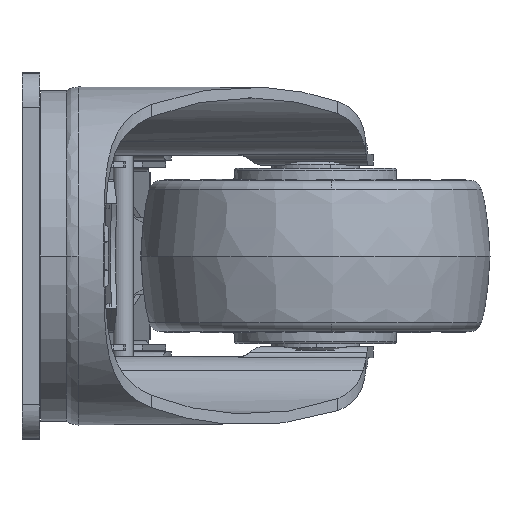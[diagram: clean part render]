
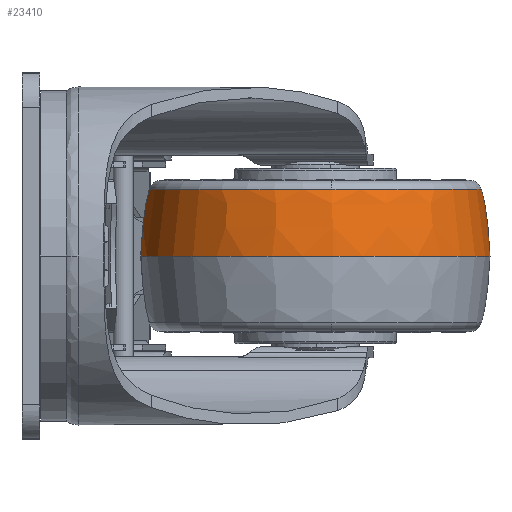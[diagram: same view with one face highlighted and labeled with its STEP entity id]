
A CAD part, left-side view. The second image highlights one B-rep face of the part: STEP entity #23410.
In plain terms, the highlighted free-form (B-spline) face has degree [3, 3] with [4, 4] control points.
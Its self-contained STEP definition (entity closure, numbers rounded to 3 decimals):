
#1171 = CARTESIAN_POINT ( 'NONE',  ( 42., -67., 15.292 ) ) ;
#1786 = CIRCLE ( 'NONE', #28729, 38.057 ) ;
#3574 = CARTESIAN_POINT ( 'NONE',  ( -33.349, -114.583, 6.975 ) ) ;
#4323 = CARTESIAN_POINT ( 'NONE',  ( 38.215, -29.131, 15.292 ) ) ;
#4326 = CARTESIAN_POINT ( 'NONE',  ( 45.978, -106.802, 0. ) ) ;
#4988 = DIRECTION ( 'NONE',  ( 0.995, 0.099, 0. ) ) ;
#6285 = CARTESIAN_POINT ( 'NONE',  ( 38.022, -27.198, 0. ) ) ;
#7427 = CARTESIAN_POINT ( 'NONE',  ( 38.022, -27.198, 0. ) ) ;
#7622 = FACE_OUTER_BOUND ( 'NONE', #28914, .T. ) ;
#7960 = EDGE_CURVE ( 'NONE', #41086, #36446, #40345, .T. ) ;
#8314 = VERTEX_POINT ( 'NONE', #4323 ) ;
#9201 =( BOUNDED_CURVE ( )  B_SPLINE_CURVE ( 3, ( #25172, #32344, #29001, #6285 ),
 .UNSPECIFIED., .F., .F. ) 
 B_SPLINE_CURVE_WITH_KNOTS ( ( 4, 4 ),
 ( 0., 1. ),
 .UNSPECIFIED. ) 
 CURVE ( )  GEOMETRIC_REPRESENTATION_ITEM ( )  RATIONAL_B_SPLINE_CURVE ( ( 0.984, 0.808, 0.719, 0.72 ) ) 
 REPRESENTATION_ITEM ( '' )  );
#9535 = ORIENTED_EDGE ( 'NONE', *, *, #11234, .T. ) ;
#9988 = EDGE_CURVE ( 'NONE', #38549, #8314, #18692, .T. ) ;
#11036 = CARTESIAN_POINT ( 'NONE',  ( -37.522, -36.701, 15.292 ) ) ;
#11200 = CARTESIAN_POINT ( 'NONE',  ( -33.626, -114.758, 0. ) ) ;
#11234 = EDGE_CURVE ( 'NONE', #37655, #38549, #1786, .T. ) ;
#12454 = CARTESIAN_POINT ( 'NONE',  ( 4.131, -70.785, 15.292 ) ) ;
#13834 = CARTESIAN_POINT ( 'NONE',  ( 45.785, -104.869, 15.292 ) ) ;
#14861 = CARTESIAN_POINT ( 'NONE',  ( 45.785, -104.869, 15.292 ) ) ;
#16789 = ORIENTED_EDGE ( 'NONE', *, *, #7960, .F. ) ;
#17001 = CARTESIAN_POINT ( 'NONE',  ( 38.022, -27.198, 0. ) ) ;
#17960 = CARTESIAN_POINT ( 'NONE',  ( 42., -67., 15.292 ) ) ;
#18692 = CIRCLE ( 'NONE', #35158, 38.057 ) ;
#18740 = CARTESIAN_POINT ( 'NONE',  ( -39.659, -35.886, 12.426 ) ) ;
#20504 = DIRECTION ( 'NONE',  ( 0., 0., -1. ) ) ;
#21771 = DIRECTION ( 'NONE',  ( 0.995, 0.099, 0. ) ) ;
#21945 = ORIENTED_EDGE ( 'NONE', *, *, #41494, .F. ) ;
#22531 = CARTESIAN_POINT ( 'NONE',  ( 45.886, -105.886, 12.426 ) ) ;
#23410 = ADVANCED_FACE ( 'NONE', ( #7622 ), #43110, .T. ) ;
#25172 = CARTESIAN_POINT ( 'NONE',  ( 38.215, -29.131, 15.292 ) ) ;
#26325 = CARTESIAN_POINT ( 'NONE',  ( -41.276, -35.271, 6.975 ) ) ;
#27064 = CARTESIAN_POINT ( 'NONE',  ( 45.963, -106.656, 6.975 ) ) ;
#27720 = DIRECTION ( 'NONE',  ( 0., 0., -1. ) ) ;
#28264 = CARTESIAN_POINT ( 'NONE',  ( 45.978, -106.802, 0. ) ) ;
#28729 = AXIS2_PLACEMENT_3D ( 'NONE', #17960, #44422, #21771 ) ;
#28914 = EDGE_LOOP ( 'NONE', ( #31259, #39982, #16789, #21945, #9535 ) ) ;
#29001 = CARTESIAN_POINT ( 'NONE',  ( 38.037, -27.344, 6.975 ) ) ;
#30137 = CARTESIAN_POINT ( 'NONE',  ( 45.963, -106.656, 6.975 ) ) ;
#31259 = ORIENTED_EDGE ( 'NONE', *, *, #9988, .T. ) ;
#32344 = CARTESIAN_POINT ( 'NONE',  ( 38.114, -28.114, 12.426 ) ) ;
#33972 = CARTESIAN_POINT ( 'NONE',  ( -41.581, -35.154, 0. ) ) ;
#34564 = EDGE_CURVE ( 'NONE', #8314, #36446, #9201, .T. ) ;
#35158 = AXIS2_PLACEMENT_3D ( 'NONE', #1171, #27720, #4988 ) ;
#36446 = VERTEX_POINT ( 'NONE', #17001 ) ;
#37643 = CARTESIAN_POINT ( 'NONE',  ( -29.952, -112.438, 15.292 ) ) ;
#37655 = VERTEX_POINT ( 'NONE', #13834 ) ;
#37797 = CARTESIAN_POINT ( 'NONE',  ( 45.978, -106.802, 0. ) ) ;
#38549 = VERTEX_POINT ( 'NONE', #12454 ) ;
#39982 = ORIENTED_EDGE ( 'NONE', *, *, #34564, .T. ) ;
#40345 = CIRCLE ( 'NONE', #40488, 40. ) ;
#40488 = AXIS2_PLACEMENT_3D ( 'NONE', #43148, #20504, #46958 ) ;
#41086 = VERTEX_POINT ( 'NONE', #28264 ) ;
#41255 = CARTESIAN_POINT ( 'NONE',  ( 38.215, -29.131, 15.292 ) ) ;
#41407 = CARTESIAN_POINT ( 'NONE',  ( 38.114, -28.114, 12.426 ) ) ;
#41494 = EDGE_CURVE ( 'NONE', #37655, #41086, #47418, .T. ) ;
#42143 = CARTESIAN_POINT ( 'NONE',  ( 45.886, -105.886, 12.426 ) ) ;
#43110 =( BOUNDED_SURFACE ( )  B_SPLINE_SURFACE ( 3, 3, ( 
 ( #41255, #11036, #37643, #14861 ),
 ( #41407, #18740, #45192, #22531 ),
 ( #49005, #26325, #3574, #30137 ),
 ( #7427, #33972, #11200, #37797 ) ),
 .UNSPECIFIED., .F., .F., .F. ) 
 B_SPLINE_SURFACE_WITH_KNOTS ( ( 4, 4 ),
 ( 4, 4 ),
 ( 0., 1. ),
 ( 0., 1. ),
 .UNSPECIFIED. ) 
 GEOMETRIC_REPRESENTATION_ITEM ( )  RATIONAL_B_SPLINE_SURFACE ( (
 ( 0.984, 0.328, 0.328, 0.984),
 ( 0.808, 0.269, 0.269, 0.808),
 ( 0.719, 0.24, 0.24, 0.719),
 ( 0.72, 0.24, 0.24, 0.72) ) ) 
 REPRESENTATION_ITEM ( '' )  SURFACE ( )  );
#43148 = CARTESIAN_POINT ( 'NONE',  ( 42., -67., 0. ) ) ;
#44422 = DIRECTION ( 'NONE',  ( 0., 0., -1. ) ) ;
#45192 = CARTESIAN_POINT ( 'NONE',  ( -31.887, -113.659, 12.426 ) ) ;
#45920 = CARTESIAN_POINT ( 'NONE',  ( 45.785, -104.869, 15.292 ) ) ;
#46958 = DIRECTION ( 'NONE',  ( 0.995, 0.099, 0. ) ) ;
#47418 =( BOUNDED_CURVE ( )  B_SPLINE_CURVE ( 3, ( #45920, #42143, #27064, #4326 ),
 .UNSPECIFIED., .F., .F. ) 
 B_SPLINE_CURVE_WITH_KNOTS ( ( 4, 4 ),
 ( 0., 1. ),
 .UNSPECIFIED. ) 
 CURVE ( )  GEOMETRIC_REPRESENTATION_ITEM ( )  RATIONAL_B_SPLINE_CURVE ( ( 0.984, 0.808, 0.719, 0.72 ) ) 
 REPRESENTATION_ITEM ( '' )  );
#49005 = CARTESIAN_POINT ( 'NONE',  ( 38.037, -27.344, 6.975 ) ) ;
